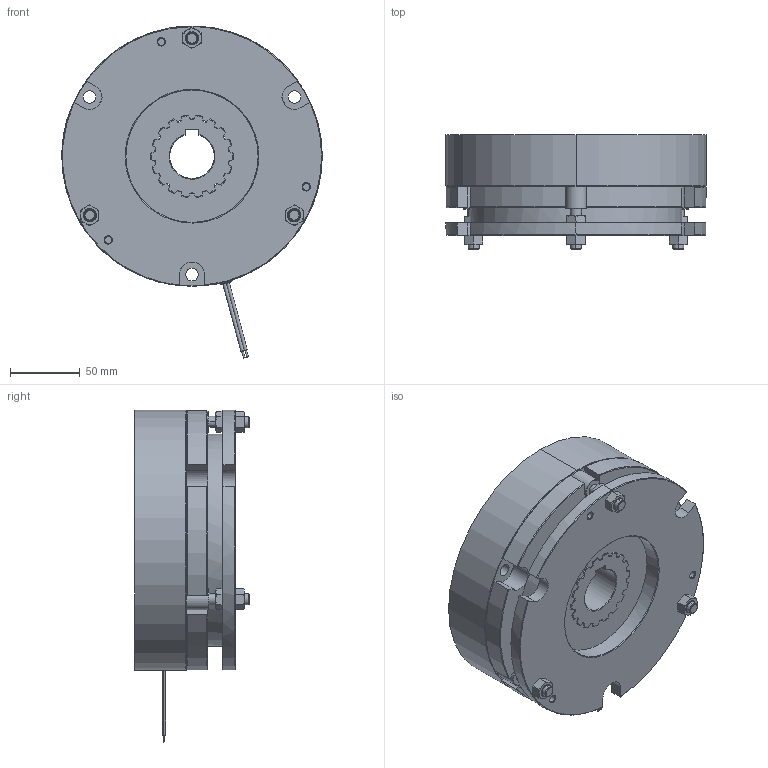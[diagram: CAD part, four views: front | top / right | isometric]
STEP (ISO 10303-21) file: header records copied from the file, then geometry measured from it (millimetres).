
FILE_DESCRIPTION (( 'STEP AP203' ), '1' );
FILE_NAME ('SNB10K.STEP', '2015-07-17T04:31:32', ( '' ), ( '' ), 'SwSTEP 2.0', 'SolidWorks 2009', '' );
FILE_SCHEMA (( 'CONFIG_CONTROL_DESIGN' ));
Length unit declared in the file: millimetre
Products named in the file (1): SNB10K
Bounding box: 187 x 82.3 x 238.38 mm (x, y, z)
Volume: 1616284.9 mm3; surface area: 202360 mm2
Topology: 1 solids, 1 shells, 503 faces, 1476 edges, 969 vertices
Faces by surface type: cylinder 243, cone 161, plane 97, bspline 2
Entity records: 21651 total; most frequent: CARTESIAN_POINT 9160, ORIENTED_EDGE 2952, DIRECTION 2129, EDGE_CURVE 1476, VERTEX_POINT 969, AXIS2_PLACEMENT_3D 829, B_SPLINE_CURVE_WITH_KNOTS 676, EDGE_LOOP 553
